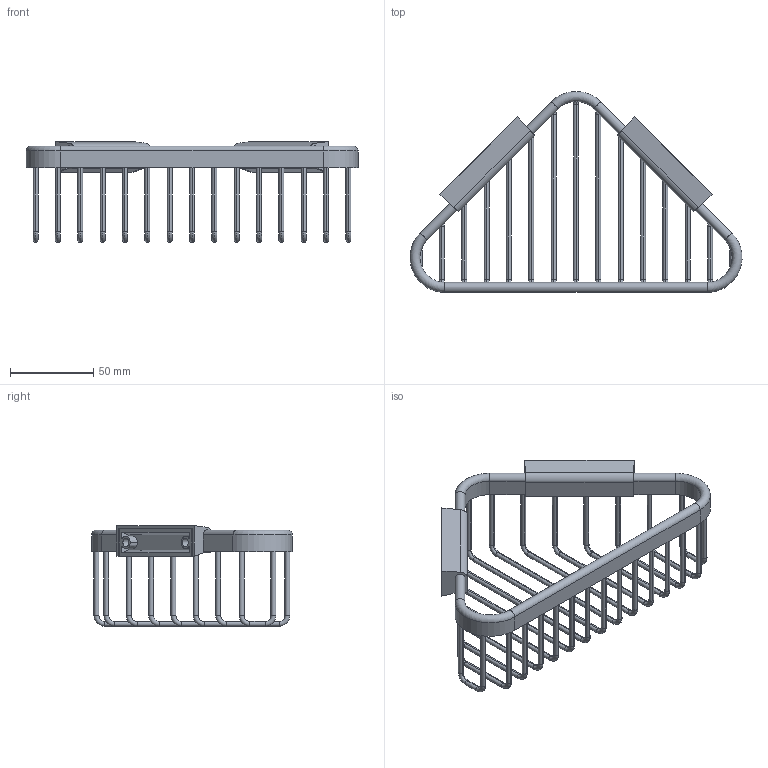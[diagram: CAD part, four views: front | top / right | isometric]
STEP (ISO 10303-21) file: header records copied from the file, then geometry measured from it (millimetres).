
FILE_DESCRIPTION((''),'2;1');
FILE_NAME('553DG_ASM','2022-01-13T11:23:08',('rsmith'),(''),'CREO PARAMETRIC BY PTC INC, 2018400','CREO PARAMETRIC BY PTC INC, 2018400','');
FILE_SCHEMA(('AUTOMOTIVE_DESIGN { 1 0 10303 214 1 1 1 1 }'));
Length unit declared in the file: inch
Products named in the file (5): 7-733; 55XX; 55XC; 55CC_ASM; 553DG_ASM
Assembly tree (5 placements, depth 3):
  553DG_ASM
    7-733
    55CC_ASM  x2
      55XX
      55XC
Bounding box: 199.93 x 120.93 x 60.64 mm (x, y, z)
Volume: 65371.3 mm3; surface area: 56528.5 mm2
Topology: 5 solids, 5 shells, 322 faces, 754 edges, 452 vertices
Faces by surface type: cylinder 148, plane 79, torus 63, cone 24, bspline 8
Entity records: 9492 total; most frequent: CARTESIAN_POINT 1628, DIRECTION 1431, ORIENTED_EDGE 1194, EDGE_CURVE 597, AXIS2_PLACEMENT_3D 596, PRESENTATION_STYLE_ASSIGNMENT 441, STYLED_ITEM 441, CURVE_STYLE 440
